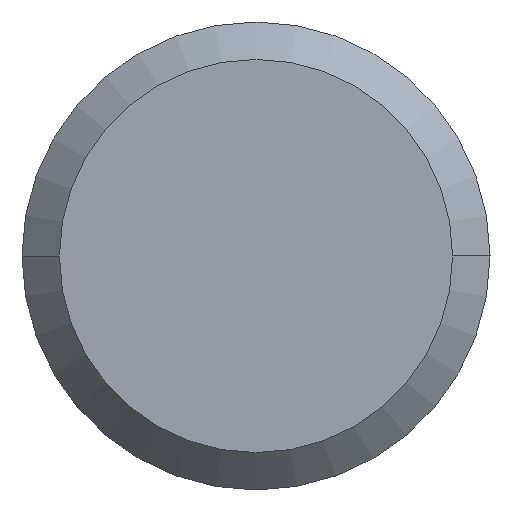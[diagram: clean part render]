
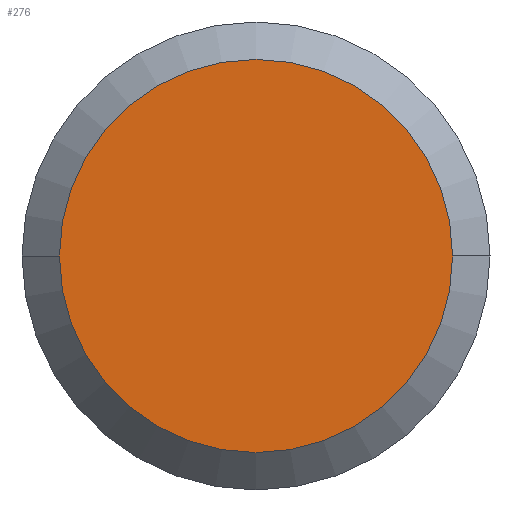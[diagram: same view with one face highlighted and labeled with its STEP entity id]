
A CAD part, left-side view. The second image highlights one B-rep face of the part: STEP entity #276.
In plain terms, the highlighted planar face has unit normal (-1, 0, 0).
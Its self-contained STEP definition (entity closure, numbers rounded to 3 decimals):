
#16 = CARTESIAN_POINT ( 'NONE',  ( 0., -4., 0. ) ) ;
#19 = DIRECTION ( 'NONE',  ( -1., 0., 0. ) ) ;
#24 = DIRECTION ( 'NONE',  ( 0., 1., 0. ) ) ;
#30 = AXIS2_PLACEMENT_3D ( 'NONE', #306, #180, #24 ) ;
#42 = ORIENTED_EDGE ( 'NONE', *, *, #360, .F. ) ;
#60 = CIRCLE ( 'NONE', #30, 4. ) ;
#65 = VERTEX_POINT ( 'NONE', #16 ) ;
#66 = EDGE_CURVE ( 'NONE', #159, #65, #94, .T. ) ;
#76 = CARTESIAN_POINT ( 'NONE',  ( 0., 4., 0. ) ) ;
#94 = CIRCLE ( 'NONE', #289, 4. ) ;
#130 = FACE_OUTER_BOUND ( 'NONE', #131, .T. ) ;
#131 = EDGE_LOOP ( 'NONE', ( #379, #42 ) ) ;
#159 = VERTEX_POINT ( 'NONE', #76 ) ;
#180 = DIRECTION ( 'NONE',  ( 1., 0., 0. ) ) ;
#203 = DIRECTION ( 'NONE',  ( 1., 0., 0. ) ) ;
#204 = AXIS2_PLACEMENT_3D ( 'NONE', #321, #19, #211 ) ;
#207 = PLANE ( 'NONE',  #204 ) ;
#211 = DIRECTION ( 'NONE',  ( 0., -1., 0. ) ) ;
#276 = ADVANCED_FACE ( 'NONE', ( #130 ), #207, .T. ) ;
#289 = AXIS2_PLACEMENT_3D ( 'NONE', #330, #203, #296 ) ;
#296 = DIRECTION ( 'NONE',  ( 0., 1., 0. ) ) ;
#306 = CARTESIAN_POINT ( 'NONE',  ( 0., 0., 0. ) ) ;
#321 = CARTESIAN_POINT ( 'NONE',  ( 0., 0., 0. ) ) ;
#330 = CARTESIAN_POINT ( 'NONE',  ( 0., 0., 0. ) ) ;
#360 = EDGE_CURVE ( 'NONE', #65, #159, #60, .T. ) ;
#379 = ORIENTED_EDGE ( 'NONE', *, *, #66, .F. ) ;
